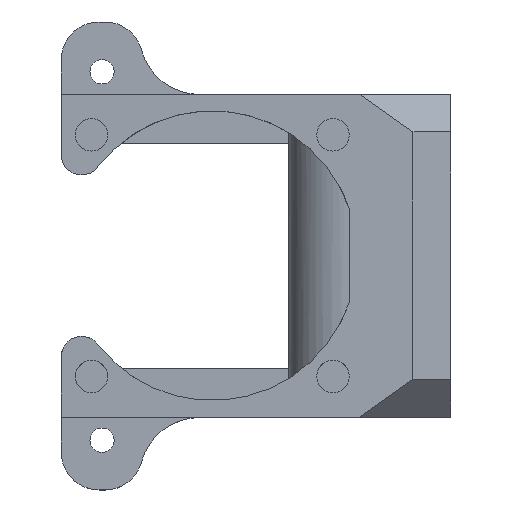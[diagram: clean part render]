
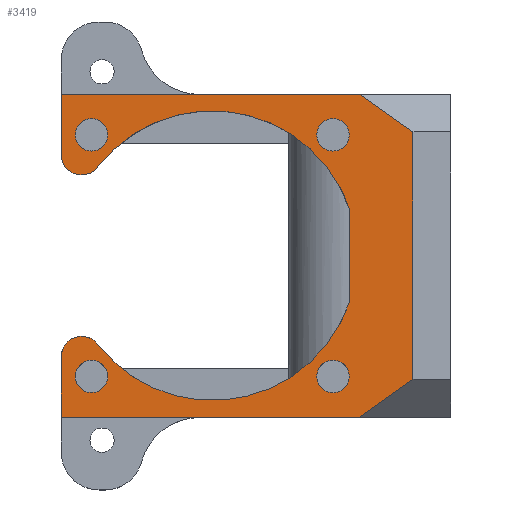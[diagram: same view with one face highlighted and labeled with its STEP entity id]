
A CAD part, top view. The second image highlights one B-rep face of the part: STEP entity #3419.
In plain terms, the highlighted planar face has unit normal (0, 0, 1).
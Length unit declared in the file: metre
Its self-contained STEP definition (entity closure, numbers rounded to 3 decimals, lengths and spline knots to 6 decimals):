
#111=LINE('',#4920,#458);
#175=LINE('',#5202,#522);
#176=LINE('',#5204,#523);
#177=LINE('',#5206,#524);
#178=LINE('',#5208,#525);
#179=LINE('',#5210,#526);
#180=LINE('',#5212,#527);
#181=LINE('',#5214,#528);
#458=VECTOR('',#3929,1.);
#522=VECTOR('',#4105,1.);
#523=VECTOR('',#4106,1.);
#524=VECTOR('',#4107,1.);
#525=VECTOR('',#4108,1.);
#526=VECTOR('',#4109,1.);
#527=VECTOR('',#4110,1.);
#528=VECTOR('',#4113,1.);
#928=ORIENTED_EDGE('',*,*,#1913,.F.);
#929=ORIENTED_EDGE('',*,*,#1914,.F.);
#930=ORIENTED_EDGE('',*,*,#1915,.F.);
#931=ORIENTED_EDGE('',*,*,#1916,.F.);
#932=ORIENTED_EDGE('',*,*,#1917,.F.);
#933=ORIENTED_EDGE('',*,*,#1918,.T.);
#934=ORIENTED_EDGE('',*,*,#1919,.T.);
#935=ORIENTED_EDGE('',*,*,#1920,.F.);
#936=ORIENTED_EDGE('',*,*,#1921,.T.);
#937=ORIENTED_EDGE('',*,*,#1922,.T.);
#938=ORIENTED_EDGE('',*,*,#1923,.T.);
#939=ORIENTED_EDGE('',*,*,#1924,.T.);
#940=ORIENTED_EDGE('',*,*,#1802,.T.);
#941=ORIENTED_EDGE('',*,*,#1925,.T.);
#942=ORIENTED_EDGE('',*,*,#1861,.F.);
#943=ORIENTED_EDGE('',*,*,#1926,.T.);
#1802=EDGE_CURVE('',#2301,#2300,#111,.T.);
#1861=EDGE_CURVE('',#2359,#2339,#2652,.T.);
#1913=EDGE_CURVE('',#2402,#2402,#2662,.T.);
#1914=EDGE_CURVE('',#2403,#2403,#2663,.T.);
#1915=EDGE_CURVE('',#2404,#2404,#2664,.T.);
#1916=EDGE_CURVE('',#2405,#2405,#2665,.T.);
#1917=EDGE_CURVE('',#2406,#2407,#2666,.T.);
#1918=EDGE_CURVE('',#2406,#2408,#2667,.T.);
#1919=EDGE_CURVE('',#2408,#2409,#175,.T.);
#1920=EDGE_CURVE('',#2410,#2409,#176,.T.);
#1921=EDGE_CURVE('',#2410,#2411,#177,.T.);
#1922=EDGE_CURVE('',#2411,#2412,#178,.T.);
#1923=EDGE_CURVE('',#2412,#2413,#179,.F.);
#1924=EDGE_CURVE('',#2413,#2301,#180,.T.);
#1925=EDGE_CURVE('',#2300,#2339,#2668,.T.);
#1926=EDGE_CURVE('',#2359,#2407,#181,.T.);
#2300=VERTEX_POINT('',#4919);
#2301=VERTEX_POINT('',#4921);
#2339=VERTEX_POINT('',#5006);
#2359=VERTEX_POINT('',#5060);
#2402=VERTEX_POINT('',#5190);
#2403=VERTEX_POINT('',#5192);
#2404=VERTEX_POINT('',#5194);
#2405=VERTEX_POINT('',#5196);
#2406=VERTEX_POINT('',#5198);
#2407=VERTEX_POINT('',#5199);
#2408=VERTEX_POINT('',#5201);
#2409=VERTEX_POINT('',#5203);
#2410=VERTEX_POINT('',#5205);
#2411=VERTEX_POINT('',#5207);
#2412=VERTEX_POINT('',#5209);
#2413=VERTEX_POINT('',#5211);
#2652=CIRCLE('',#3634,0.019184);
#2662=CIRCLE('',#3653,0.00215);
#2663=CIRCLE('',#3654,0.00215);
#2664=CIRCLE('',#3655,0.00215);
#2665=CIRCLE('',#3656,0.00215);
#2666=CIRCLE('',#3657,0.019184);
#2667=CIRCLE('',#3658,0.002699);
#2668=CIRCLE('',#3659,0.002699);
#2763=EDGE_LOOP('',(#928));
#2764=EDGE_LOOP('',(#929));
#2765=EDGE_LOOP('',(#930));
#2766=EDGE_LOOP('',(#931));
#2767=EDGE_LOOP('',(#932,#933,#934,#935,#936,#937,#938,#939,#940,#941,#942,
#943));
#3028=FACE_BOUND('',#2763,.T.);
#3029=FACE_BOUND('',#2764,.T.);
#3030=FACE_BOUND('',#2765,.T.);
#3031=FACE_BOUND('',#2766,.T.);
#3032=FACE_BOUND('',#2767,.T.);
#3278=PLANE('',#3652);
#3419=ADVANCED_FACE('',(#3028,#3029,#3030,#3031,#3032),#3278,.F.);
#3634=AXIS2_PLACEMENT_3D('',#5061,#4019,#4020);
#3652=AXIS2_PLACEMENT_3D('',#5188,#4091,#4092);
#3653=AXIS2_PLACEMENT_3D('',#5189,#4093,#4094);
#3654=AXIS2_PLACEMENT_3D('',#5191,#4095,#4096);
#3655=AXIS2_PLACEMENT_3D('',#5193,#4097,#4098);
#3656=AXIS2_PLACEMENT_3D('',#5195,#4099,#4100);
#3657=AXIS2_PLACEMENT_3D('',#5197,#4101,#4102);
#3658=AXIS2_PLACEMENT_3D('',#5200,#4103,#4104);
#3659=AXIS2_PLACEMENT_3D('',#5213,#4111,#4112);
#3929=DIRECTION('',(0.,-1.,0.));
#4019=DIRECTION('',(0.,0.,1.));
#4020=DIRECTION('',(0.,-1.,0.));
#4091=DIRECTION('',(0.,0.,-1.));
#4092=DIRECTION('',(0.,1.,0.));
#4093=DIRECTION('',(0.,0.,1.));
#4094=DIRECTION('',(0.,-1.,0.));
#4095=DIRECTION('',(0.,0.,1.));
#4096=DIRECTION('',(0.,-1.,0.));
#4097=DIRECTION('',(0.,0.,1.));
#4098=DIRECTION('',(0.,-1.,0.));
#4099=DIRECTION('',(0.,0.,1.));
#4100=DIRECTION('',(0.,-1.,0.));
#4101=DIRECTION('',(0.,0.,1.));
#4102=DIRECTION('',(0.,-1.,0.));
#4103=DIRECTION('',(0.,0.,1.));
#4104=DIRECTION('',(0.,-1.,0.));
#4105=DIRECTION('',(0.,-1.,0.));
#4106=DIRECTION('',(-1.,0.,0.));
#4107=DIRECTION('',(0.816,0.577,0.));
#4108=DIRECTION('',(0.,1.,0.));
#4109=DIRECTION('',(0.816,-0.577,0.));
#4110=DIRECTION('',(-1.,0.,0.));
#4111=DIRECTION('',(0.,0.,1.));
#4112=DIRECTION('',(0.,-1.,0.));
#4113=DIRECTION('',(0.,-1.,0.));
#4919=CARTESIAN_POINT('',(-0.0473,0.0134,0.029644));
#4920=CARTESIAN_POINT('',(-0.0473,-0.0396,0.029644));
#4921=CARTESIAN_POINT('',(-0.0473,0.0214,0.029644));
#5006=CARTESIAN_POINT('',(-0.042467,0.011747,0.029644));
#5060=CARTESIAN_POINT('',(-0.00916,0.006243,0.029644));
#5061=CARTESIAN_POINT('',(-0.0273,0.,0.029644));
#5188=CARTESIAN_POINT('',(-0.0007,0.002143,0.029644));
#5189=CARTESIAN_POINT('',(-0.0433,0.016,0.029644));
#5190=CARTESIAN_POINT('',(-0.0433,0.01385,0.029644));
#5191=CARTESIAN_POINT('',(-0.0433,-0.016,0.029644));
#5192=CARTESIAN_POINT('',(-0.0433,-0.01815,0.029644));
#5193=CARTESIAN_POINT('',(-0.0113,-0.016,0.029644));
#5194=CARTESIAN_POINT('',(-0.0113,-0.01815,0.029644));
#5195=CARTESIAN_POINT('',(-0.0113,0.016,0.029644));
#5196=CARTESIAN_POINT('',(-0.0113,0.01385,0.029644));
#5197=CARTESIAN_POINT('',(-0.0273,0.,0.029644));
#5198=CARTESIAN_POINT('',(-0.042467,-0.011747,0.029644));
#5199=CARTESIAN_POINT('',(-0.00916,-0.006243,0.029644));
#5200=CARTESIAN_POINT('',(-0.044601,-0.0134,0.029644));
#5201=CARTESIAN_POINT('',(-0.0473,-0.0134,0.029644));
#5202=CARTESIAN_POINT('',(-0.0473,-0.0396,0.029644));
#5203=CARTESIAN_POINT('',(-0.0473,-0.0214,0.029644));
#5204=CARTESIAN_POINT('',(-0.0007,-0.0214,0.029644));
#5205=CARTESIAN_POINT('',(-0.007771,-0.0214,0.029644));
#5206=CARTESIAN_POINT('',(0.001134,-0.015103,0.029644));
#5207=CARTESIAN_POINT('',(-0.0007,-0.0164,0.029644));
#5208=CARTESIAN_POINT('',(-0.0007,0.0214,0.029644));
#5209=CARTESIAN_POINT('',(-0.0007,0.0164,0.029644));
#5210=CARTESIAN_POINT('',(0.001134,0.015103,0.029644));
#5211=CARTESIAN_POINT('',(-0.007771,0.0214,0.029644));
#5212=CARTESIAN_POINT('',(-0.0007,0.0214,0.029644));
#5213=CARTESIAN_POINT('',(-0.044601,0.0134,0.029644));
#5214=CARTESIAN_POINT('',(-0.00916,-0.016286,0.029644));
